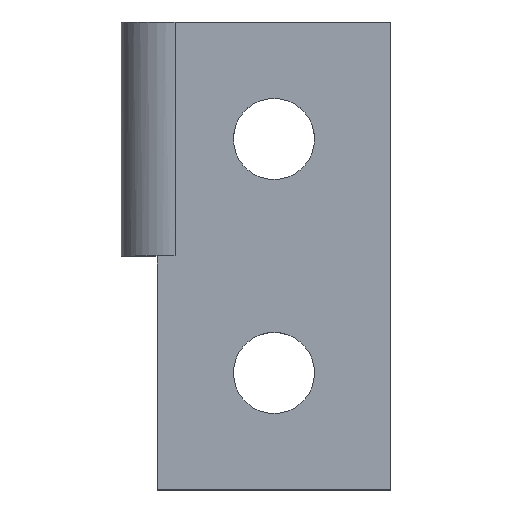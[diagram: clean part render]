
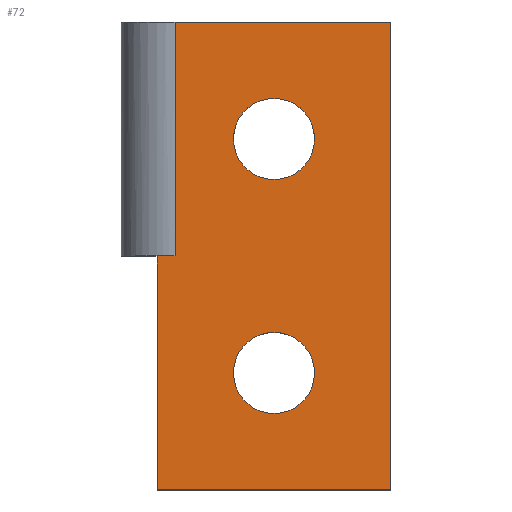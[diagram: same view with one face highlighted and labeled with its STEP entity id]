
A CAD part, top view. The second image highlights one B-rep face of the part: STEP entity #72.
In plain terms, the highlighted planar face has unit normal (0, 0, 1).
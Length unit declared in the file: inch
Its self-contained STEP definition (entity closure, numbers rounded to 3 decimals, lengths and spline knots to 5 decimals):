
#72=ADVANCED_FACE('',(#145,#146,#147),#148,.T.);
#145=FACE_BOUND('',#215,.T.);
#146=FACE_BOUND('',#216,.T.);
#147=FACE_OUTER_BOUND('',#217,.T.);
#148=PLANE('',#218);
#215=EDGE_LOOP('',(#359,#360));
#216=EDGE_LOOP('',(#361,#362));
#217=EDGE_LOOP('',(#363,#364,#365,#366,#367,#368));
#218=AXIS2_PLACEMENT_3D('',#369,#370,#371);
#359=ORIENTED_EDGE('',*,*,#414,.T.);
#360=ORIENTED_EDGE('',*,*,#419,.T.);
#361=ORIENTED_EDGE('',*,*,#461,.T.);
#362=ORIENTED_EDGE('',*,*,#470,.T.);
#363=ORIENTED_EDGE('',*,*,#472,.T.);
#364=ORIENTED_EDGE('',*,*,#473,.T.);
#365=ORIENTED_EDGE('',*,*,#438,.F.);
#366=ORIENTED_EDGE('',*,*,#450,.F.);
#367=ORIENTED_EDGE('',*,*,#423,.T.);
#368=ORIENTED_EDGE('',*,*,#474,.T.);
#369=CARTESIAN_POINT('',(2.22021,-1.03392,2.0));
#370=DIRECTION('',(0.0,0.0,1.0));
#371=DIRECTION('',(-0.0,1.0,-0.0));
#414=EDGE_CURVE('',#486,#483,#487,.T.);
#419=EDGE_CURVE('',#483,#486,#493,.T.);
#423=EDGE_CURVE('',#500,#498,#501,.T.);
#438=EDGE_CURVE('',#524,#519,#526,.T.);
#450=EDGE_CURVE('',#500,#524,#544,.T.);
#461=EDGE_CURVE('',#559,#556,#560,.T.);
#470=EDGE_CURVE('',#556,#559,#571,.T.);
#472=EDGE_CURVE('',#573,#574,#575,.T.);
#473=EDGE_CURVE('',#574,#519,#576,.T.);
#474=EDGE_CURVE('',#498,#573,#577,.T.);
#483=VERTEX_POINT('',#586);
#486=VERTEX_POINT('',#590);
#487=CIRCLE('',#591,0.28125);
#493=CIRCLE('',#598,0.28125);
#498=VERTEX_POINT('',#603);
#500=VERTEX_POINT('',#605);
#501=LINE('',#606,#607);
#519=VERTEX_POINT('',#631);
#524=VERTEX_POINT('',#638);
#526=LINE('',#641,#642);
#544=LINE('',#665,#666);
#556=VERTEX_POINT('',#682);
#559=VERTEX_POINT('',#686);
#560=CIRCLE('',#687,0.28125);
#571=CIRCLE('',#702,0.28125);
#573=VERTEX_POINT('',#704);
#574=VERTEX_POINT('',#705);
#575=LINE('',#706,#707);
#576=LINE('',#708,#709);
#577=LINE('',#710,#711);
#586=CARTESIAN_POINT('',(2.90771,-1.31517,2.0));
#590=CARTESIAN_POINT('',(2.90771,-0.75267,2.0));
#591=AXIS2_PLACEMENT_3D('',#722,#723,#724);
#598=AXIS2_PLACEMENT_3D('',#732,#733,#734);
#603=CARTESIAN_POINT('',(2.22021,-0.22142,2.0));
#605=CARTESIAN_POINT('',(2.22021,1.40358,2.0));
#606=CARTESIAN_POINT('',(2.22021,1.40358,2.0));
#607=VECTOR('',#741,1.);
#631=CARTESIAN_POINT('',(3.72021,-1.84642,2.0));
#638=CARTESIAN_POINT('',(3.72021,1.40358,2.0));
#641=CARTESIAN_POINT('',(3.72021,1.40358,2.0));
#642=VECTOR('',#757,1.);
#665=CARTESIAN_POINT('',(2.22021,1.40358,2.0));
#666=VECTOR('',#772,1.0);
#682=CARTESIAN_POINT('',(2.90771,0.30983,2.0));
#686=CARTESIAN_POINT('',(2.90771,0.87233,2.0));
#687=AXIS2_PLACEMENT_3D('',#784,#785,#786);
#702=AXIS2_PLACEMENT_3D('',#797,#798,#799);
#704=CARTESIAN_POINT('',(2.09521,-0.22142,2.0));
#705=CARTESIAN_POINT('',(2.09521,-1.84642,2.0));
#706=CARTESIAN_POINT('',(2.09521,-0.22142,2.0));
#707=VECTOR('',#800,1.0);
#708=CARTESIAN_POINT('',(2.22021,-1.84642,2.0));
#709=VECTOR('',#801,1.0);
#710=CARTESIAN_POINT('',(2.22021,-0.22142,2.0));
#711=VECTOR('',#802,1.0);
#722=CARTESIAN_POINT('',(2.90771,-1.03392,2.0));
#723=DIRECTION('',(0.,0.,-1.0));
#724=DIRECTION('',(0.,-1.0,0.));
#732=CARTESIAN_POINT('',(2.90771,-1.03392,2.0));
#733=DIRECTION('',(0.,0.,-1.0));
#734=DIRECTION('',(0.,-1.0,0.));
#741=DIRECTION('',(0.0,-1.0,0.0));
#757=DIRECTION('',(0.0,-1.0,0.0));
#772=DIRECTION('',(1.0,0.0,0.));
#784=CARTESIAN_POINT('',(2.90771,0.59108,2.0));
#785=DIRECTION('',(0.,0.,-1.0));
#786=DIRECTION('',(0.,-1.0,0.));
#797=CARTESIAN_POINT('',(2.90771,0.59108,2.0));
#798=DIRECTION('',(0.,0.,-1.0));
#799=DIRECTION('',(0.,-1.0,0.));
#800=DIRECTION('',(0.0,-1.0,0.0));
#801=DIRECTION('',(1.0,0.0,0.));
#802=DIRECTION('',(-1.0,0.0,0.0));
